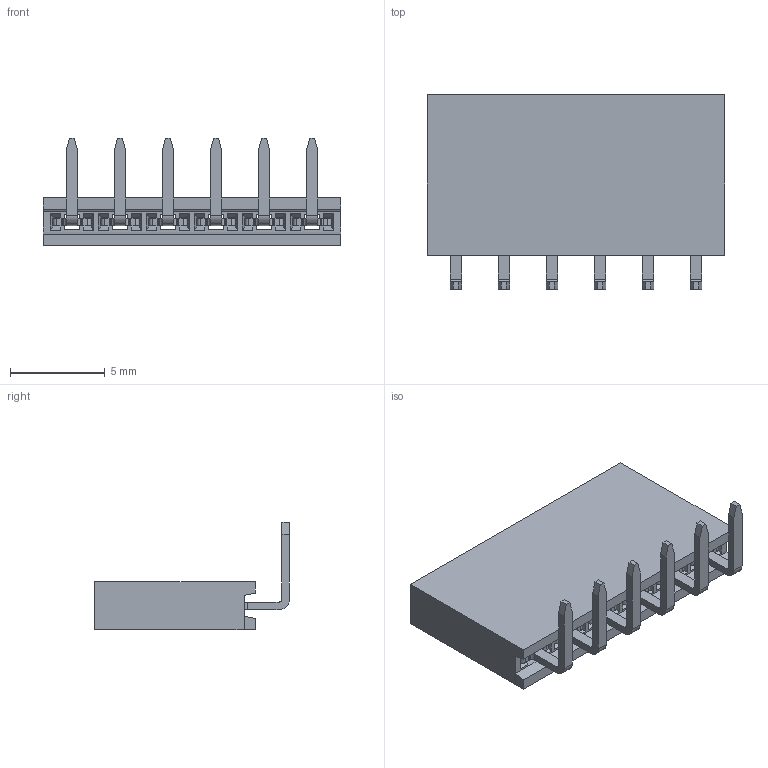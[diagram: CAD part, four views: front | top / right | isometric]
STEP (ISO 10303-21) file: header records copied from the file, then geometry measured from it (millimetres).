
FILE_DESCRIPTION (( 'STEP AP203' ), '1' );
FILE_NAME ('_ _ _C061LGBN-RC.STEP', '2016-08-19T01:50:41', ( 'LUANN HERRING' ), ( 'SULLINS' ), 'SwSTEP 2.0', 'SolidWorks 2015', '' );
FILE_SCHEMA (( 'CONFIG_CONTROL_DESIGN' ));
Length unit declared in the file: inch
Products named in the file (2): _ _ _C061LGBN-RC
Bounding box: 15.74 x 10.3 x 5.69 mm (x, y, z)
Volume: 277.7 mm3; surface area: 900.8 mm2
Topology: 7 solids, 7 shells, 443 faces, 1214 edges, 785 vertices
Faces by surface type: plane 353, cylinder 90
Entity records: 14282 total; most frequent: CARTESIAN_POINT 3179, ORIENTED_EDGE 2428, DIRECTION 2007, EDGE_CURVE 1214, VECTOR 973, LINE 973, VERTEX_POINT 785, AXIS2_PLACEMENT_3D 517
